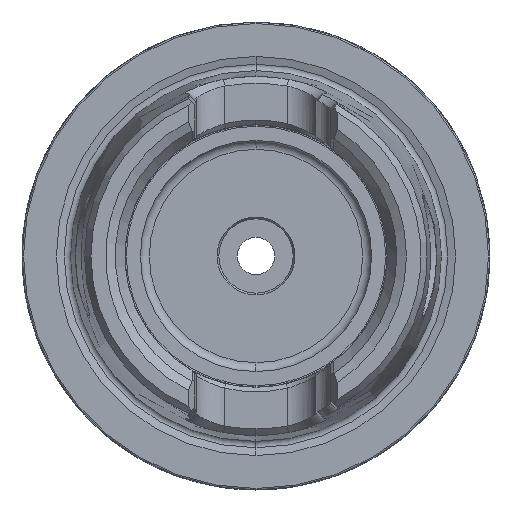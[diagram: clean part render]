
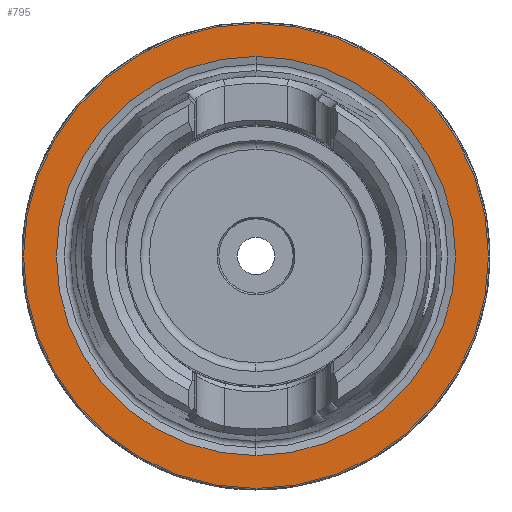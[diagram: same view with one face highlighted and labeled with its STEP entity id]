
A CAD part, left-side view. The second image highlights one B-rep face of the part: STEP entity #795.
In plain terms, the highlighted planar face has unit normal (-1, 0, 0).
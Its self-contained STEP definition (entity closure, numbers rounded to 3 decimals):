
#298 = EDGE_LOOP ( 'NONE', ( #2399, #4258 ) ) ;
#596 = DIRECTION ( 'NONE',  ( 0., 0., 1. ) ) ;
#765 = DIRECTION ( 'NONE',  ( -1., 0., 0. ) ) ;
#795 = ADVANCED_FACE ( 'NONE', ( #6349, #8454 ), #9353, .F. ) ;
#852 = CARTESIAN_POINT ( 'NONE',  ( 0., 0., 26.85 ) ) ;
#1175 = DIRECTION ( 'NONE',  ( -1., 0., 0. ) ) ;
#1875 = EDGE_CURVE ( 'NONE', #2272, #8395, #7951, .T. ) ;
#1962 = AXIS2_PLACEMENT_3D ( 'NONE', #8597, #765, #6968 ) ;
#2272 = VERTEX_POINT ( 'NONE', #2757 ) ;
#2399 = ORIENTED_EDGE ( 'NONE', *, *, #2901, .T. ) ;
#2561 = VERTEX_POINT ( 'NONE', #5579 ) ;
#2757 = CARTESIAN_POINT ( 'NONE',  ( 0., 0., -26.85 ) ) ;
#2901 = EDGE_CURVE ( 'NONE', #6003, #2561, #8438, .T. ) ;
#2937 = DIRECTION ( 'NONE',  ( -1., 0., 0. ) ) ;
#3218 = AXIS2_PLACEMENT_3D ( 'NONE', #7707, #2937, #8527 ) ;
#3421 = CIRCLE ( 'NONE', #3911, 26.85 ) ;
#3716 = CARTESIAN_POINT ( 'NONE',  ( 0., 31.275, 0. ) ) ;
#3911 = AXIS2_PLACEMENT_3D ( 'NONE', #10092, #5342, #596 ) ;
#4258 = ORIENTED_EDGE ( 'NONE', *, *, #8944, .T. ) ;
#4809 = CIRCLE ( 'NONE', #7098, 31.275 ) ;
#5342 = DIRECTION ( 'NONE',  ( -1., 0., 0. ) ) ;
#5579 = CARTESIAN_POINT ( 'NONE',  ( 0., 0., -31.275 ) ) ;
#5943 = CARTESIAN_POINT ( 'NONE',  ( 0., 0., 0. ) ) ;
#6003 = VERTEX_POINT ( 'NONE', #8604 ) ;
#6349 = FACE_BOUND ( 'NONE', #9047, .T. ) ;
#6712 = DIRECTION ( 'NONE',  ( 0., 0., -1. ) ) ;
#6718 = DIRECTION ( 'NONE',  ( 0., 0., 1. ) ) ;
#6968 = DIRECTION ( 'NONE',  ( 0., 0., 1. ) ) ;
#7098 = AXIS2_PLACEMENT_3D ( 'NONE', #5943, #1175, #6718 ) ;
#7707 = CARTESIAN_POINT ( 'NONE',  ( 0., 0., 0. ) ) ;
#7951 = CIRCLE ( 'NONE', #1962, 26.85 ) ;
#8395 = VERTEX_POINT ( 'NONE', #852 ) ;
#8438 = CIRCLE ( 'NONE', #3218, 31.275 ) ;
#8454 = FACE_OUTER_BOUND ( 'NONE', #298, .T. ) ;
#8527 = DIRECTION ( 'NONE',  ( 0., 0., 1. ) ) ;
#8597 = CARTESIAN_POINT ( 'NONE',  ( 0., 0., 0. ) ) ;
#8604 = CARTESIAN_POINT ( 'NONE',  ( 0., 0., 31.275 ) ) ;
#8788 = EDGE_CURVE ( 'NONE', #8395, #2272, #3421, .T. ) ;
#8944 = EDGE_CURVE ( 'NONE', #2561, #6003, #4809, .T. ) ;
#9047 = EDGE_LOOP ( 'NONE', ( #9737, #9236 ) ) ;
#9236 = ORIENTED_EDGE ( 'NONE', *, *, #1875, .F. ) ;
#9353 = PLANE ( 'NONE',  #9452 ) ;
#9452 = AXIS2_PLACEMENT_3D ( 'NONE', #3716, #10031, #6712 ) ;
#9737 = ORIENTED_EDGE ( 'NONE', *, *, #8788, .F. ) ;
#10031 = DIRECTION ( 'NONE',  ( 1., 0., 0. ) ) ;
#10092 = CARTESIAN_POINT ( 'NONE',  ( 0., 0., 0. ) ) ;
